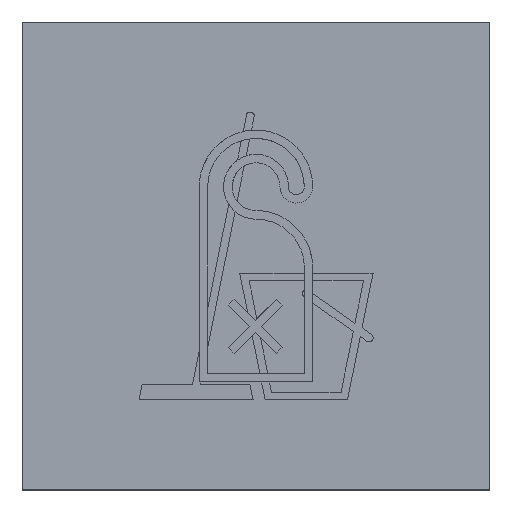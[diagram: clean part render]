
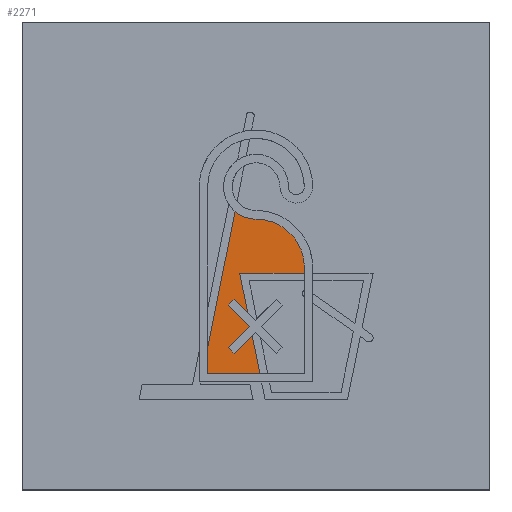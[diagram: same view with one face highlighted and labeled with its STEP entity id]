
A CAD part, top view. The second image highlights one B-rep face of the part: STEP entity #2271.
In plain terms, the highlighted face is planar.
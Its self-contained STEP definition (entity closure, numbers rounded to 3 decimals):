
#641=CARTESIAN_POINT('',(-2.325,8.9,-4.954));
#642=CARTESIAN_POINT('',(-2.225,8.9,-4.869));
#643=CARTESIAN_POINT('',(-1.935,8.9,-4.649));
#644=CARTESIAN_POINT('',(-1.195,8.9,-4.245));
#645=CARTESIAN_POINT('',(-0.476,8.9,-4.1));
#646=CARTESIAN_POINT('',(0.,8.9,-4.1));
#648=CARTESIAN_POINT('',(0.,8.9,-4.1));
#649=CARTESIAN_POINT('',(0.361,8.9,-4.1));
#650=CARTESIAN_POINT('',(1.076,8.9,-4.028));
#651=CARTESIAN_POINT('',(2.418,8.9,-3.611));
#652=CARTESIAN_POINT('',(3.883,8.9,-2.623));
#653=CARTESIAN_POINT('',(4.871,8.9,-1.158));
#654=CARTESIAN_POINT('',(5.288,8.9,0.184));
#655=CARTESIAN_POINT('',(5.36,8.9,0.899));
#656=CARTESIAN_POINT('',(5.36,8.9,1.26));
#658=DIRECTION('',(0.,0.,1.));
#659=VECTOR('',#658,0.64);
#660=CARTESIAN_POINT('',(5.36,8.9,1.26));
#661=LINE('12640',#660,#659);
#662=DIRECTION('',(-1.,0.,0.));
#663=VECTOR('',#662,7.168);
#664=CARTESIAN_POINT('',(5.36,8.9,1.9));
#665=LINE('12732',#664,#663);
#666=DIRECTION('',(0.197,0.,0.98));
#667=VECTOR('',#666,4.494);
#668=CARTESIAN_POINT('',(-1.808,8.9,1.9));
#669=LINE('12728',#668,#667);
#670=DIRECTION('',(-0.707,0.,-0.707));
#671=VECTOR('',#670,2.145);
#672=CARTESIAN_POINT('',(-0.924,8.9,6.306));
#673=LINE('12650',#672,#671);
#674=DIRECTION('',(-0.707,0.,0.707));
#675=VECTOR('',#674,0.94);
#676=CARTESIAN_POINT('',(-2.441,8.9,4.79));
#677=LINE('12651',#676,#675);
#678=DIRECTION('',(0.707,0.,0.707));
#679=VECTOR('',#678,3.31);
#680=CARTESIAN_POINT('',(-3.105,8.9,5.454));
#681=LINE('12652',#680,#679);
#682=DIRECTION('',(-0.707,0.,0.707));
#683=VECTOR('',#682,3.31);
#684=CARTESIAN_POINT('',(-0.765,8.9,7.795));
#685=LINE('12653',#684,#683);
#686=DIRECTION('',(0.707,0.,0.707));
#687=VECTOR('',#686,0.94);
#688=CARTESIAN_POINT('',(-3.105,8.9,10.135));
#689=LINE('12654',#688,#687);
#690=DIRECTION('',(0.707,0.,-0.707));
#691=VECTOR('',#690,2.848);
#692=CARTESIAN_POINT('',(-2.441,8.9,10.8));
#693=LINE('12655',#692,#691);
#694=DIRECTION('',(0.197,0.,0.98));
#695=VECTOR('',#694,4.359);
#696=CARTESIAN_POINT('',(-0.427,8.9,8.786));
#697=LINE('12729',#696,#695);
#698=DIRECTION('',(-1.,0.,0.));
#699=VECTOR('',#698,5.8);
#700=CARTESIAN_POINT('',(0.43,8.9,13.06));
#701=LINE('12644',#700,#699);
#702=DIRECTION('',(0.,0.,-1.));
#703=VECTOR('',#702,2.845);
#704=CARTESIAN_POINT('',(-5.37,8.9,13.06));
#705=LINE('12645',#704,#703);
#706=DIRECTION('',(0.197,0.,-0.98));
#707=VECTOR('',#706,15.472);
#708=CARTESIAN_POINT('',(-5.37,8.9,10.215));
#709=LINE('12724',#708,#707);
#1717=CARTESIAN_POINT('',(-1.808,8.9,1.9));
#1719=VERTEX_POINT('',#1717);
#1807=VERTEX_POINT('',#641);
#1808=VERTEX_POINT('',#646);
#1809=VERTEX_POINT('',#656);
#1810=CARTESIAN_POINT('',(5.36,8.9,1.9));
#1811=VERTEX_POINT('',#1810);
#1822=CARTESIAN_POINT('',(0.43,8.9,13.06));
#1823=CARTESIAN_POINT('',(-5.37,8.9,13.06));
#1824=VERTEX_POINT('',#1822);
#1825=VERTEX_POINT('',#1823);
#1826=CARTESIAN_POINT('',(-5.37,8.9,10.215));
#1827=VERTEX_POINT('',#1826);
#1835=CARTESIAN_POINT('',(-0.924,8.9,6.306));
#1836=CARTESIAN_POINT('',(-2.441,8.9,4.79));
#1837=VERTEX_POINT('',#1835);
#1838=VERTEX_POINT('',#1836);
#1839=CARTESIAN_POINT('',(-3.105,8.9,5.454));
#1840=VERTEX_POINT('',#1839);
#1841=CARTESIAN_POINT('',(-0.765,8.9,7.795));
#1842=VERTEX_POINT('',#1841);
#1843=CARTESIAN_POINT('',(-3.105,8.9,10.135));
#1844=VERTEX_POINT('',#1843);
#1845=CARTESIAN_POINT('',(-2.441,8.9,10.8));
#1846=VERTEX_POINT('',#1845);
#1847=CARTESIAN_POINT('',(-0.427,8.9,8.786));
#1848=VERTEX_POINT('',#1847);
#2234=CARTESIAN_POINT('',(0.,8.9,0.));
#2235=DIRECTION('',(0.,1.,0.));
#2236=DIRECTION('',(1.,0.,0.));
#2237=AXIS2_PLACEMENT_3D('',#2234,#2235,#2236);
#2238=PLANE('1926',#2237);
#2240=ORIENTED_EDGE('12638',*,*,#2239,.T.);
#2242=ORIENTED_EDGE('12639',*,*,#2241,.T.);
#2244=ORIENTED_EDGE('12640',*,*,#2243,.T.);
#2246=ORIENTED_EDGE('12732',*,*,#2245,.T.);
#2248=ORIENTED_EDGE('12728',*,*,#2247,.T.);
#2250=ORIENTED_EDGE('12650',*,*,#2249,.T.);
#2252=ORIENTED_EDGE('12651',*,*,#2251,.T.);
#2254=ORIENTED_EDGE('12652',*,*,#2253,.T.);
#2256=ORIENTED_EDGE('12653',*,*,#2255,.T.);
#2258=ORIENTED_EDGE('12654',*,*,#2257,.T.);
#2260=ORIENTED_EDGE('12655',*,*,#2259,.T.);
#2262=ORIENTED_EDGE('12729',*,*,#2261,.T.);
#2264=ORIENTED_EDGE('12644',*,*,#2263,.T.);
#2266=ORIENTED_EDGE('12645',*,*,#2265,.T.);
#2268=ORIENTED_EDGE('12724',*,*,#2267,.T.);
#2269=EDGE_LOOP('1926',(#2240,#2242,#2244,#2246,#2248,#2250,#2252,#2254,#2256,
#2258,#2260,#2262,#2264,#2266,#2268));
#2270=FACE_OUTER_BOUND('1926',#2269,.F.);
#2271=ADVANCED_FACE('1926',(#2270),#2238,.T.);
#647=B_SPLINE_CURVE_WITH_KNOTS('12638',3,(#641,#642,#643,#644,#645,#646),
.UNSPECIFIED.,.F.,.F.,(4,1,1,4),(0.,0.156,0.433,1.),
.UNSPECIFIED.);
#657=B_SPLINE_CURVE_WITH_KNOTS('12639',3,(#648,#649,#650,#651,#652,#653,#654,
#655,#656),.UNSPECIFIED.,.F.,.F.,(4,1,1,1,1,1,4),(0.,0.129,
0.255,0.5,0.745,0.871,1.),
.UNSPECIFIED.);
#2239=EDGE_CURVE('12638',#1807,#1808,#647,.T.);
#2241=EDGE_CURVE('12639',#1808,#1809,#657,.T.);
#2243=EDGE_CURVE('12640',#1809,#1811,#661,.T.);
#2245=EDGE_CURVE('12732',#1811,#1719,#665,.T.);
#2247=EDGE_CURVE('12728',#1719,#1837,#669,.T.);
#2249=EDGE_CURVE('12650',#1837,#1838,#673,.T.);
#2251=EDGE_CURVE('12651',#1838,#1840,#677,.T.);
#2253=EDGE_CURVE('12652',#1840,#1842,#681,.T.);
#2255=EDGE_CURVE('12653',#1842,#1844,#685,.T.);
#2257=EDGE_CURVE('12654',#1844,#1846,#689,.T.);
#2259=EDGE_CURVE('12655',#1846,#1848,#693,.T.);
#2261=EDGE_CURVE('12729',#1848,#1824,#697,.T.);
#2263=EDGE_CURVE('12644',#1824,#1825,#701,.T.);
#2265=EDGE_CURVE('12645',#1825,#1827,#705,.T.);
#2267=EDGE_CURVE('12724',#1827,#1807,#709,.T.);
